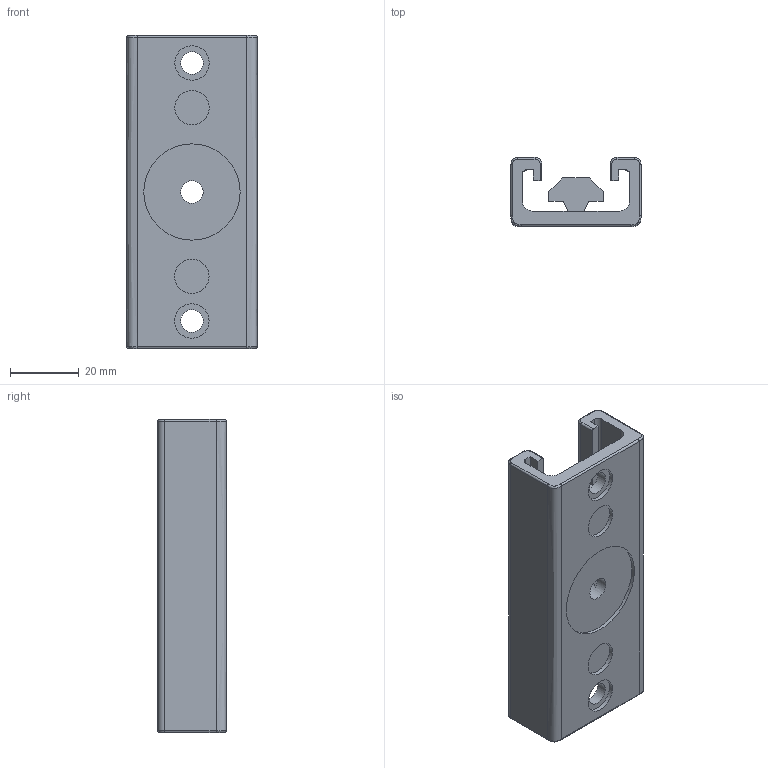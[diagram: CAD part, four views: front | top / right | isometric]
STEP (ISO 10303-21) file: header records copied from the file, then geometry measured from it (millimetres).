
FILE_DESCRIPTION(/* description */ ('STEP AP214'),/* implementation_level */ '2;1');
FILE_NAME(/* name */ 'SuctionCupBracket -3030t v3.step',/* time_stamp */ '2025-08-09T15:47:20+01:00',/* author */ (''),/* organization */ (''),/* preprocessor_version */ 'ST-DEVELOPER v20.1',/* originating_system */ 'Autodesk Translation Framework v14.10.0.0',/* authorisation */ '');
FILE_SCHEMA (('AUTOMOTIVE_DESIGN { 1 0 10303 214 3 1 1 }'));
Length unit declared in the file: millimetre
Products named in the file (1): 4040x100
Bounding box: 37.83 x 20 x 91 mm (x, y, z)
Volume: 33225.8 mm3; surface area: 18919 mm2
Topology: 1 solids, 1 shells, 91 faces, 234 edges, 148 vertices
Faces by surface type: plane 47, cylinder 30, torus 8, bspline 6
Full cylindrical faces by diameter (mm): 6.6 x3, 10 x4, 28 x1
Entity records: 3201 total; most frequent: CARTESIAN_POINT 920, ORIENTED_EDGE 468, DIRECTION 466, EDGE_CURVE 234, AXIS2_PLACEMENT_3D 158, LINE 150, VECTOR 150, VERTEX_POINT 148
